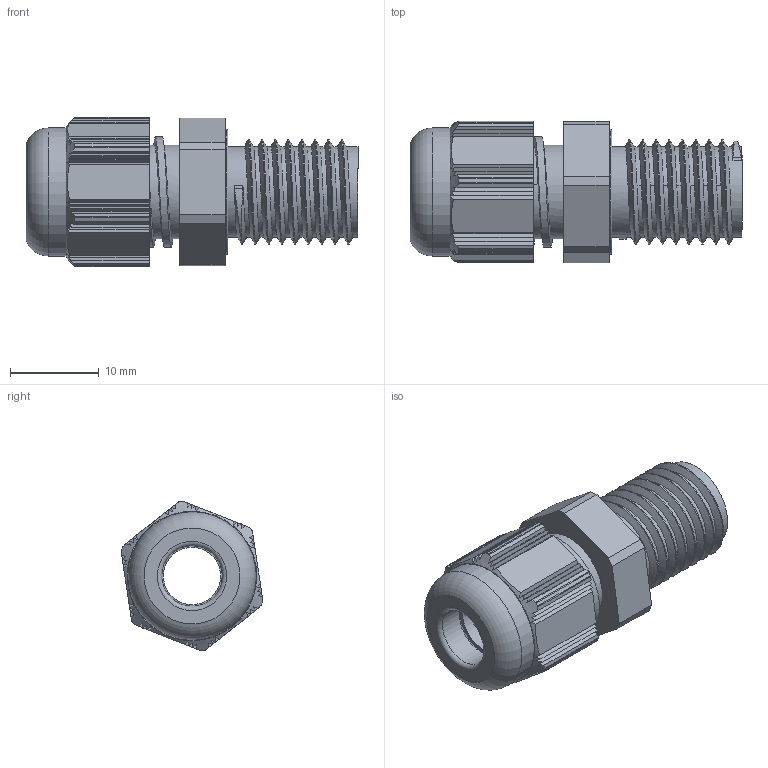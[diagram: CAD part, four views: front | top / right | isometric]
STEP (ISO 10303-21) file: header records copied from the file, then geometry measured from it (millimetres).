
FILE_DESCRIPTION(/* description */ ('Euro-Top M 12, L= 15 mm'),/* implementation_level */ '2;1');
FILE_NAME(/* name */ '11480512-RST.stp',/* time_stamp */ '2019-11-20T13:28:13+01:00',/* author */ ('sl'),/* organization */ (''),/* preprocessor_version */ 'ST-DEVELOPER v16.5',/* originating_system */ 'Autodesk Inventor 2017',/* authorisation */ '');
FILE_SCHEMA (('AUTOMOTIVE_DESIGN { 1 0 10303 214 3 1 1 }'));
Length unit declared in the file: millimetre
Products named in the file (4): 11480512; 11080512; 11480512_1; 11080512_1
Assembly tree (3 placements, depth 2):
  11480512
    11080512
    11480512_1
    11080512_1
Bounding box: 37.5 x 16.02 x 16.9 mm (x, y, z)
Volume: 3573.3 mm3; surface area: 5089.2 mm2
Topology: 3 solids, 3 shells, 260 faces, 737 edges, 487 vertices
Faces by surface type: plane 166, cylinder 67, torus 17, bspline 6, cone 4
Full cylindrical faces by diameter (mm): 6.48 x1, 6.8 x1, 6.83 x1, 7.2 x1, 8.44 x1, 8.46 x1, 10.268 x8, 10.6 x3, 11.18 x3, 12.37 x1, 12.97 x1, 13.08 x3, 13.61 x1, 14.21 x1, 14.47 x1
Entity records: 10844 total; most frequent: CARTESIAN_POINT 4765, ORIENTED_EDGE 1314, DIRECTION 1171, EDGE_CURVE 657, VERTEX_POINT 448, AXIS2_PLACEMENT_3D 406, LINE 359, VECTOR 359
